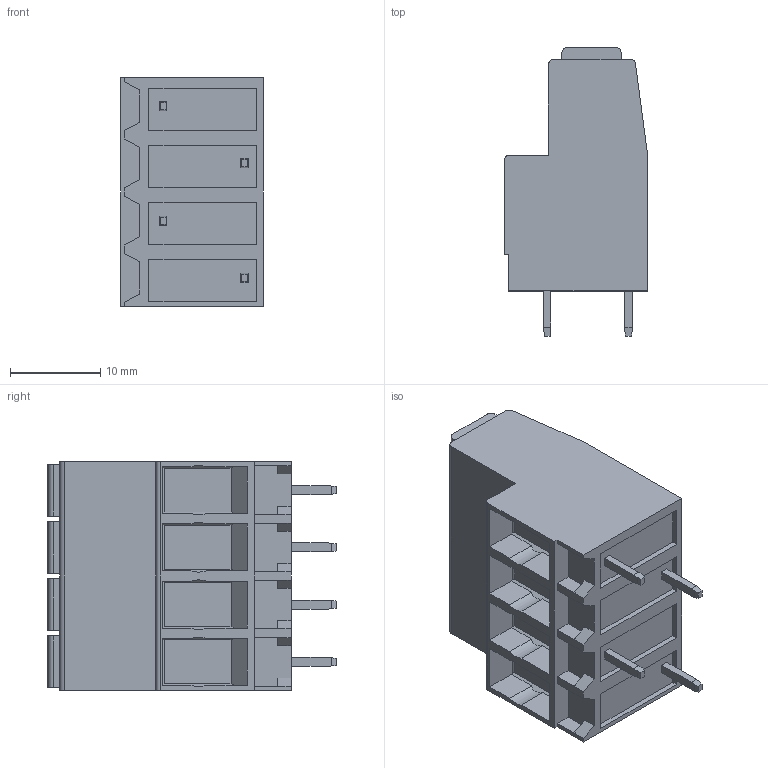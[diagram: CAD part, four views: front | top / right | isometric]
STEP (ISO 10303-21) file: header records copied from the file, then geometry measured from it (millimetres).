
FILE_DESCRIPTION(/* description */ ('Unknown'),/* implementation_level */ '2;1');
FILE_NAME(/* name */ 'MH140-635-20230703',/* time_stamp */ '2023-07-03T11:22:05+08:00',/* author */ ('Unknown'),/* organization */ ('Unknown'),/* preprocessor_version */ 'ST-DEVELOPER v16.7',/* originating_system */ 'DEX',/* authorisation */ $);
FILE_SCHEMA (('AUTOMOTIVE_DESIGN {1 0 10303 214 3 1 1}'));
Length unit declared in the file: millimetre
Products named in the file (1): MH140-635-20230703
Bounding box: 15.85 x 32 x 25.4 mm (x, y, z)
Volume: 7799.5 mm3; surface area: 3804.4 mm2
Topology: 1 solids, 1 shells, 216 faces, 560 edges, 370 vertices
Faces by surface type: plane 187, cylinder 28, torus 1
Full cylindrical faces by diameter (mm): 4.7 x4, 4.9 x5
Entity records: 6456 total; most frequent: CARTESIAN_POINT 1129, ORIENTED_EDGE 1092, DIRECTION 1048, EDGE_CURVE 546, LINE 478, VECTOR 478, VERTEX_POINT 366, AXIS2_PLACEMENT_3D 285
